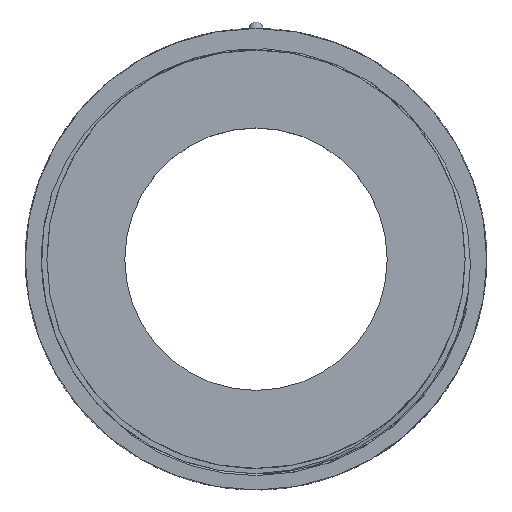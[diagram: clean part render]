
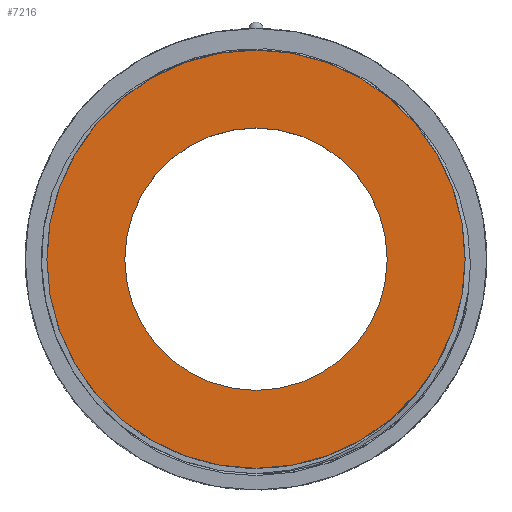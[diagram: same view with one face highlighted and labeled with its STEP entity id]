
A CAD part, top view. The second image highlights one B-rep face of the part: STEP entity #7216.
In plain terms, the highlighted planar face has unit normal (0, 0, 1).
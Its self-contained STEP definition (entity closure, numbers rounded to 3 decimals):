
#1781=ORIENTED_EDGE('',*,*,#3897,.T.);
#1782=ORIENTED_EDGE('',*,*,#3947,.T.);
#3897=EDGE_CURVE('',#5024,#5024,#5766,.T.);
#3947=EDGE_CURVE('',#5053,#5053,#5773,.T.);
#5024=VERTEX_POINT('',#13072);
#5053=VERTEX_POINT('',#13207);
#5766=CIRCLE('',#7626,18.2);
#5773=CIRCLE('',#7657,29.);
#6165=EDGE_LOOP('',(#1781));
#6166=EDGE_LOOP('',(#1782));
#6569=FACE_BOUND('',#6165,.T.);
#6570=FACE_BOUND('',#6166,.T.);
#6948=PLANE('',#7665);
#7216=ADVANCED_FACE('',(#6569,#6570),#6948,.T.);
#7626=AXIS2_PLACEMENT_3D('',#13071,#8411,#8412);
#7657=AXIS2_PLACEMENT_3D('',#13206,#8500,#8501);
#7665=AXIS2_PLACEMENT_3D('',#13216,#8517,#8518);
#8411=DIRECTION('',(0.,0.,-1.));
#8412=DIRECTION('',(1.,0.,0.));
#8500=DIRECTION('',(0.,0.,1.));
#8501=DIRECTION('',(1.,0.,0.));
#8517=DIRECTION('',(0.,0.,1.));
#8518=DIRECTION('',(1.,0.,0.));
#13071=CARTESIAN_POINT('',(0.,0.,12.));
#13072=CARTESIAN_POINT('',(18.2,0.,12.));
#13206=CARTESIAN_POINT('',(0.,0.,12.));
#13207=CARTESIAN_POINT('',(29.,0.,12.));
#13216=CARTESIAN_POINT('',(200.,250.,12.));
